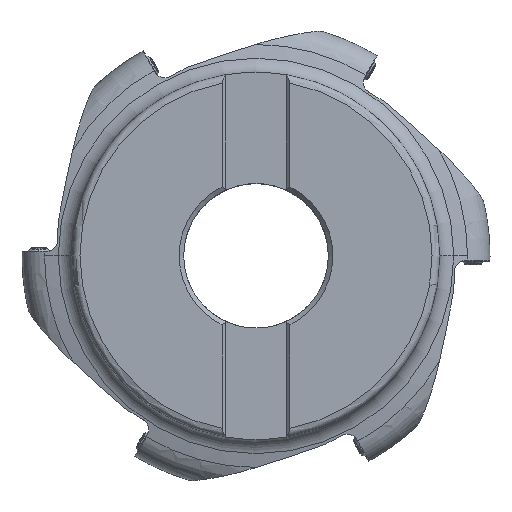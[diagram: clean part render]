
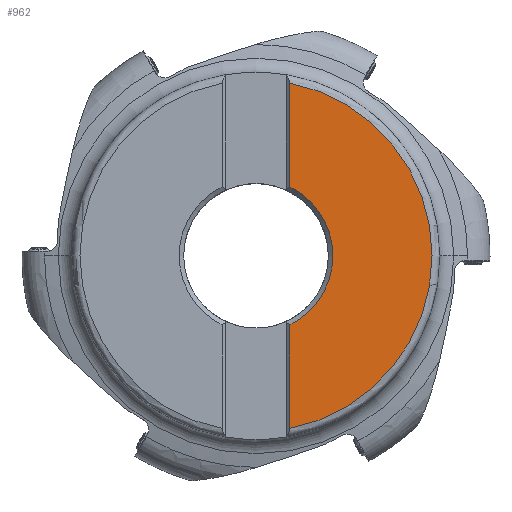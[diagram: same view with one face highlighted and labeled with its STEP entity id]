
A CAD part, top view. The second image highlights one B-rep face of the part: STEP entity #962.
In plain terms, the highlighted planar face has unit normal (0, 0, 1).
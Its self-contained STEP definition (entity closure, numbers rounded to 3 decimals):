
#593=PLANE('',#15740);
#962=ADVANCED_FACE('',(#2063),#593,.T.);
#2063=FACE_OUTER_BOUND('',#2856,.T.);
#2856=EDGE_LOOP('',(#7694,#7695,#7696,#7697,#7698,#7699));
#3712=LINE('',#27815,#4344);
#3714=LINE('',#27855,#4346);
#4344=VECTOR('',#18671,1.);
#4346=VECTOR('',#18685,1.);
#5034=CIRCLE('',#15713,46.385);
#5035=CIRCLE('',#15714,46.385);
#5036=CIRCLE('',#15717,20.25);
#5037=CIRCLE('',#15718,20.25);
#7694=ORIENTED_EDGE('',*,*,#12849,.F.);
#7695=ORIENTED_EDGE('',*,*,#12848,.F.);
#7696=ORIENTED_EDGE('',*,*,#12854,.T.);
#7697=ORIENTED_EDGE('',*,*,#12858,.F.);
#7698=ORIENTED_EDGE('',*,*,#12857,.F.);
#7699=ORIENTED_EDGE('',*,*,#12864,.T.);
#10968=VERTEX_POINT('',#27724);
#10969=VERTEX_POINT('',#27725);
#10970=VERTEX_POINT('',#27727);
#10973=VERTEX_POINT('',#27816);
#10975=VERTEX_POINT('',#27827);
#10976=VERTEX_POINT('',#27828);
#12848=EDGE_CURVE('',#10968,#10969,#5034,.T.);
#12849=EDGE_CURVE('',#10969,#10970,#5035,.T.);
#12854=EDGE_CURVE('',#10968,#10973,#3712,.T.);
#12857=EDGE_CURVE('',#10975,#10976,#5036,.T.);
#12858=EDGE_CURVE('',#10976,#10973,#5037,.T.);
#12864=EDGE_CURVE('',#10975,#10970,#3714,.T.);
#15713=AXIS2_PLACEMENT_3D('',#27723,#18665,#18666);
#15714=AXIS2_PLACEMENT_3D('',#27726,#18667,#18668);
#15717=AXIS2_PLACEMENT_3D('',#27826,#18675,#18676);
#15718=AXIS2_PLACEMENT_3D('',#27829,#18677,#18678);
#15740=AXIS2_PLACEMENT_3D('',#27894,#18735,#18736);
#18665=DIRECTION('',(0.,0.,-1.));
#18666=DIRECTION('',(0.193,0.981,0.));
#18667=DIRECTION('',(0.,0.,-1.));
#18668=DIRECTION('',(1.,0.,0.));
#18671=DIRECTION('',(0.,-1.,0.));
#18675=DIRECTION('',(0.,0.,1.));
#18676=DIRECTION('',(0.441,-0.897,0.));
#18677=DIRECTION('',(0.,0.,1.));
#18678=DIRECTION('',(1.,0.,0.));
#18685=DIRECTION('',(0.,-1.,0.));
#18735=DIRECTION('',(0.,0.,1.));
#18736=DIRECTION('',(1.,0.,0.));
#27723=CARTESIAN_POINT('',(0.,0.,0.));
#27724=CARTESIAN_POINT('',(8.938,45.516,0.));
#27725=CARTESIAN_POINT('',(46.385,-0.021,0.));
#27726=CARTESIAN_POINT('',(0.,0.,0.));
#27727=CARTESIAN_POINT('',(8.937,-45.516,0.));
#27815=CARTESIAN_POINT('',(8.938,45.516,0.));
#27816=CARTESIAN_POINT('',(8.938,18.171,0.));
#27826=CARTESIAN_POINT('',(0.,0.,0.));
#27827=CARTESIAN_POINT('',(8.937,-18.171,0.));
#27828=CARTESIAN_POINT('',(20.25,0.,0.));
#27829=CARTESIAN_POINT('',(0.,0.,0.));
#27855=CARTESIAN_POINT('',(8.937,-18.171,0.));
#27894=CARTESIAN_POINT('',(27.662,0.,0.));
